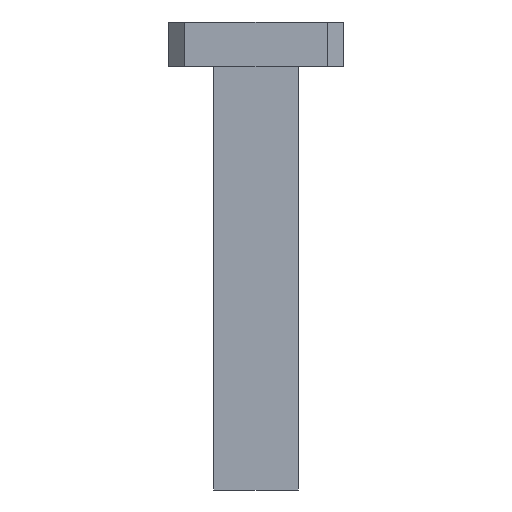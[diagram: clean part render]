
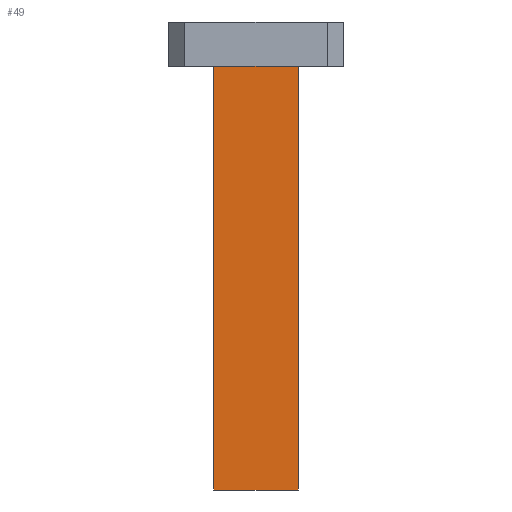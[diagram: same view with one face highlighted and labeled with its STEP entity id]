
A CAD part, front view. The second image highlights one B-rep face of the part: STEP entity #49.
In plain terms, the highlighted planar face has unit normal (0, -1, 0).
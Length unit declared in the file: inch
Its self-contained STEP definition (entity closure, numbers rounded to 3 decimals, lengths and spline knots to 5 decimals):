
#49 = ADVANCED_FACE ( 'NONE', ( #849 ), #204, .F. ) ;
#68 = VERTEX_POINT ( 'NONE', #807 ) ;
#113 = DIRECTION ( 'NONE',  ( 0., 0., 1. ) ) ;
#114 = VECTOR ( 'NONE', #379, 39.37008 ) ;
#159 = ORIENTED_EDGE ( 'NONE', *, *, #223, .F. ) ;
#204 = PLANE ( 'NONE',  #442 ) ;
#212 = CARTESIAN_POINT ( 'NONE',  ( -0.18, -0.11, -1.81 ) ) ;
#218 = VECTOR ( 'NONE', #113, 39.37008 ) ;
#223 = EDGE_CURVE ( 'NONE', #387, #68, #501, .T. ) ;
#256 = CARTESIAN_POINT ( 'NONE',  ( 0.18, -0.11, -1.81 ) ) ;
#320 = DIRECTION ( 'NONE',  ( 0., 0., 1. ) ) ;
#328 = DIRECTION ( 'NONE',  ( -1., 0., 0. ) ) ;
#340 = CARTESIAN_POINT ( 'NONE',  ( -0.18, -0.11, -1.81 ) ) ;
#362 = ORIENTED_EDGE ( 'NONE', *, *, #864, .T. ) ;
#379 = DIRECTION ( 'NONE',  ( -1., 0., 0. ) ) ;
#385 = CARTESIAN_POINT ( 'NONE',  ( 0.18, -0.11, -1.81 ) ) ;
#387 = VERTEX_POINT ( 'NONE', #212 ) ;
#442 = AXIS2_PLACEMENT_3D ( 'NONE', #340, #730, #908 ) ;
#473 = VERTEX_POINT ( 'NONE', #905 ) ;
#500 = VERTEX_POINT ( 'NONE', #256 ) ;
#501 = LINE ( 'NONE', #674, #218 ) ;
#504 = VECTOR ( 'NONE', #328, 39.37008 ) ;
#517 = LINE ( 'NONE', #526, #504 ) ;
#526 = CARTESIAN_POINT ( 'NONE',  ( -0.18, -0.11, 0. ) ) ;
#568 = EDGE_CURVE ( 'NONE', #473, #68, #517, .T. ) ;
#673 = ORIENTED_EDGE ( 'NONE', *, *, #826, .F. ) ;
#674 = CARTESIAN_POINT ( 'NONE',  ( -0.18, -0.11, -1.81 ) ) ;
#684 = ORIENTED_EDGE ( 'NONE', *, *, #568, .T. ) ;
#711 = LINE ( 'NONE', #876, #114 ) ;
#726 = LINE ( 'NONE', #385, #728 ) ;
#728 = VECTOR ( 'NONE', #320, 39.37008 ) ;
#730 = DIRECTION ( 'NONE',  ( 0., 1., 0. ) ) ;
#807 = CARTESIAN_POINT ( 'NONE',  ( -0.18, -0.11, 0. ) ) ;
#826 = EDGE_CURVE ( 'NONE', #500, #387, #711, .T. ) ;
#849 = FACE_OUTER_BOUND ( 'NONE', #853, .T. ) ;
#853 = EDGE_LOOP ( 'NONE', ( #684, #159, #673, #362 ) ) ;
#864 = EDGE_CURVE ( 'NONE', #500, #473, #726, .T. ) ;
#876 = CARTESIAN_POINT ( 'NONE',  ( -0.18, -0.11, -1.81 ) ) ;
#905 = CARTESIAN_POINT ( 'NONE',  ( 0.18, -0.11, 0. ) ) ;
#908 = DIRECTION ( 'NONE',  ( -1., 0., 0. ) ) ;
